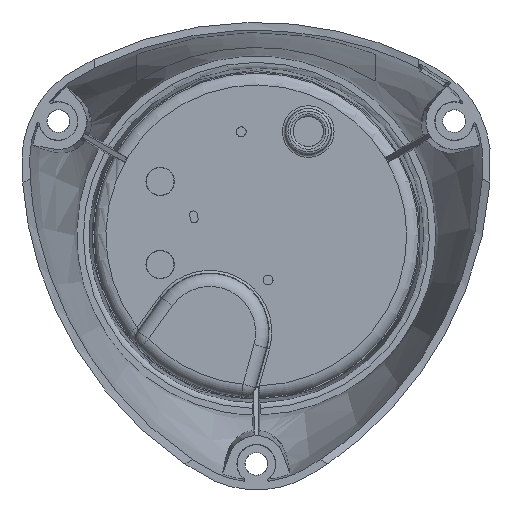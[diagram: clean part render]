
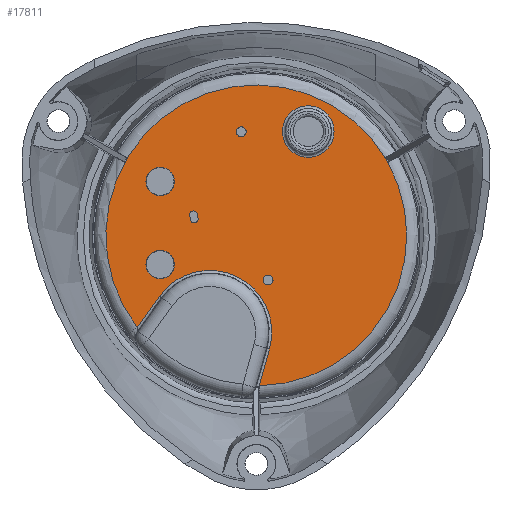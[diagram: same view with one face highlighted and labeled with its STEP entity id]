
A CAD part, front view. The second image highlights one B-rep face of the part: STEP entity #17811.
In plain terms, the highlighted planar face has unit normal (0, -1, 0).
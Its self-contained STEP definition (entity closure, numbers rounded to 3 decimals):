
#79 = VERTEX_POINT ( 'NONE', #15881 ) ;
#163 = DIRECTION ( 'NONE',  ( 0., 0., -1. ) ) ;
#1446 = VERTEX_POINT ( 'NONE', #22005 ) ;
#1525 = DIRECTION ( 'NONE',  ( 0.269, 0., 0.963 ) ) ;
#1616 = CIRCLE ( 'NONE', #22072, 0.95 ) ;
#1687 = EDGE_CURVE ( 'NONE', #32180, #32180, #10636, .T. ) ;
#1881 = CARTESIAN_POINT ( 'NONE',  ( -18.5, 20., -5.62 ) ) ;
#1898 = AXIS2_PLACEMENT_3D ( 'NONE', #36883, #19627, #2291 ) ;
#2051 = FACE_OUTER_BOUND ( 'NONE', #2661, .T. ) ;
#2181 = CARTESIAN_POINT ( 'NONE',  ( -12.688, 20., 3.017 ) ) ;
#2186 = EDGE_CURVE ( 'NONE', #1446, #1446, #10109, .T. ) ;
#2291 = DIRECTION ( 'NONE',  ( 0., 0., 1. ) ) ;
#2436 = CIRCLE ( 'NONE', #27952, 11.931 ) ;
#2661 = EDGE_LOOP ( 'NONE', ( #27693, #23257, #7153, #5251 ) ) ;
#3236 = VECTOR ( 'NONE', #1525, 1000. ) ;
#3300 = CARTESIAN_POINT ( 'NONE',  ( -2.91, 20., 19.94 ) ) ;
#3577 = DIRECTION ( 'NONE',  ( 0.179, 0., -0.984 ) ) ;
#3696 = DIRECTION ( 'NONE',  ( -0.179, 0., 0.984 ) ) ;
#4551 = CARTESIAN_POINT ( 'NONE',  ( -11.357, 20., 4.081 ) ) ;
#4564 = VERTEX_POINT ( 'NONE', #27656 ) ;
#4676 = CARTESIAN_POINT ( 'NONE',  ( -18.5, 20., -2.87 ) ) ;
#4863 = EDGE_CURVE ( 'NONE', #14387, #36833, #37509, .T. ) ;
#4884 = LINE ( 'NONE', #35113, #12510 ) ;
#5251 = ORIENTED_EDGE ( 'NONE', *, *, #32586, .F. ) ;
#5507 = DIRECTION ( 'NONE',  ( 0., -1., 0. ) ) ;
#6205 = DIRECTION ( 'NONE',  ( 0., 0., -1. ) ) ;
#6384 = EDGE_CURVE ( 'NONE', #13725, #33057, #35484, .T. ) ;
#6710 = CARTESIAN_POINT ( 'NONE',  ( -11.357, 20., 4.081 ) ) ;
#6902 = CARTESIAN_POINT ( 'NONE',  ( -12.094, 20., 3.947 ) ) ;
#7153 = ORIENTED_EDGE ( 'NONE', *, *, #27499, .F. ) ;
#7163 = CIRCLE ( 'NONE', #1898, 2.75 ) ;
#7240 = EDGE_CURVE ( 'NONE', #79, #14387, #15098, .T. ) ;
#7446 = VECTOR ( 'NONE', #3696, 1000. ) ;
#8308 = EDGE_LOOP ( 'NONE', ( #25090 ) ) ;
#8412 = CARTESIAN_POINT ( 'NONE',  ( -18.648, 20., -11.709 ) ) ;
#8618 = ORIENTED_EDGE ( 'NONE', *, *, #15921, .F. ) ;
#8643 = ORIENTED_EDGE ( 'NONE', *, *, #34357, .F. ) ;
#9698 = FACE_BOUND ( 'NONE', #34893, .T. ) ;
#9794 = DIRECTION ( 'NONE',  ( 0., 0., -1. ) ) ;
#10109 = CIRCLE ( 'NONE', #16326, 0.95 ) ;
#10636 = CIRCLE ( 'NONE', #33432, 2.75 ) ;
#10637 = FACE_BOUND ( 'NONE', #25403, .T. ) ;
#11099 = CIRCLE ( 'NONE', #13303, 4.965 ) ;
#11557 = CARTESIAN_POINT ( 'NONE',  ( -8.95, 20., -18.659 ) ) ;
#12101 = VERTEX_POINT ( 'NONE', #8412 ) ;
#12277 = EDGE_CURVE ( 'NONE', #33057, #4564, #25402, .T. ) ;
#12510 = VECTOR ( 'NONE', #3577, 1000. ) ;
#13018 = EDGE_LOOP ( 'NONE', ( #8618 ) ) ;
#13088 = ORIENTED_EDGE ( 'NONE', *, *, #7240, .F. ) ;
#13202 = CARTESIAN_POINT ( 'NONE',  ( 0., 20., 0. ) ) ;
#13212 = VERTEX_POINT ( 'NONE', #30806 ) ;
#13303 = AXIS2_PLACEMENT_3D ( 'NONE', #22825, #5507, #25731 ) ;
#13513 = ORIENTED_EDGE ( 'NONE', *, *, #4863, .F. ) ;
#13725 = VERTEX_POINT ( 'NONE', #27303 ) ;
#13829 = EDGE_CURVE ( 'NONE', #13212, #13212, #7163, .T. ) ;
#14387 = VERTEX_POINT ( 'NONE', #4551 ) ;
#14477 = DIRECTION ( 'NONE',  ( 0., 0., 1. ) ) ;
#14636 = VERTEX_POINT ( 'NONE', #28261 ) ;
#15098 = LINE ( 'NONE', #6710, #7446 ) ;
#15569 = CARTESIAN_POINT ( 'NONE',  ( 2.27, 20., -8.594 ) ) ;
#15881 = CARTESIAN_POINT ( 'NONE',  ( -11.212, 20., 3.284 ) ) ;
#15921 = EDGE_CURVE ( 'NONE', #35312, #35312, #1616, .T. ) ;
#16122 = DIRECTION ( 'NONE',  ( 0., 0., 1. ) ) ;
#16326 = AXIS2_PLACEMENT_3D ( 'NONE', #15569, #35745, #18468 ) ;
#16374 = CARTESIAN_POINT ( 'NONE',  ( 0.557, 20., -28.964 ) ) ;
#16508 = AXIS2_PLACEMENT_3D ( 'NONE', #17182, #37359, #20087 ) ;
#16650 = VERTEX_POINT ( 'NONE', #2181 ) ;
#17182 = CARTESIAN_POINT ( 'NONE',  ( 0., 20., 0. ) ) ;
#17408 = FACE_BOUND ( 'NONE', #8308, .T. ) ;
#17498 = ORIENTED_EDGE ( 'NONE', *, *, #13829, .F. ) ;
#17528 = DIRECTION ( 'NONE',  ( 0., -1., 0. ) ) ;
#17811 = ADVANCED_FACE ( 'NONE', ( #10637, #33670, #32745, #25099, #17408, #9698, #2051 ), #18913, .F. ) ;
#18292 = AXIS2_PLACEMENT_3D ( 'NONE', #13202, #33407, #16122 ) ;
#18328 = EDGE_LOOP ( 'NONE', ( #20545 ) ) ;
#18468 = DIRECTION ( 'NONE',  ( 0., 0., -1. ) ) ;
#18869 = CARTESIAN_POINT ( 'NONE',  ( 2.54, 20., -21.872 ) ) ;
#18913 = PLANE ( 'NONE',  #18292 ) ;
#19627 = DIRECTION ( 'NONE',  ( 0., -1., 0. ) ) ;
#20006 = LINE ( 'NONE', #33264, #34429 ) ;
#20087 = DIRECTION ( 'NONE',  ( 0., 0., 1. ) ) ;
#20545 = ORIENTED_EDGE ( 'NONE', *, *, #2186, .F. ) ;
#20767 = AXIS2_PLACEMENT_3D ( 'NONE', #34798, #17528, #163 ) ;
#22001 = DIRECTION ( 'NONE',  ( 0., 0., 1. ) ) ;
#22005 = CARTESIAN_POINT ( 'NONE',  ( 2.27, 20., -9.544 ) ) ;
#22072 = AXIS2_PLACEMENT_3D ( 'NONE', #3300, #23495, #6205 ) ;
#22676 = EDGE_LOOP ( 'NONE', ( #8643, #13513, #13088, #25486 ) ) ;
#22825 = CARTESIAN_POINT ( 'NONE',  ( 10., 20., 20. ) ) ;
#23257 = ORIENTED_EDGE ( 'NONE', *, *, #6384, .F. ) ;
#23495 = DIRECTION ( 'NONE',  ( 0., -1., 0. ) ) ;
#25090 = ORIENTED_EDGE ( 'NONE', *, *, #36260, .F. ) ;
#25099 = FACE_BOUND ( 'NONE', #13018, .T. ) ;
#25402 = LINE ( 'NONE', #18869, #3236 ) ;
#25403 = EDGE_LOOP ( 'NONE', ( #30750 ) ) ;
#25486 = ORIENTED_EDGE ( 'NONE', *, *, #34962, .F. ) ;
#25731 = DIRECTION ( 'NONE',  ( 0., 0., 1. ) ) ;
#27111 = DIRECTION ( 'NONE',  ( 0., -1., 0. ) ) ;
#27303 = CARTESIAN_POINT ( 'NONE',  ( -22.937, 20., -17.694 ) ) ;
#27499 = EDGE_CURVE ( 'NONE', #12101, #13725, #20006, .T. ) ;
#27656 = CARTESIAN_POINT ( 'NONE',  ( 2.54, 20., -21.872 ) ) ;
#27693 = ORIENTED_EDGE ( 'NONE', *, *, #12277, .F. ) ;
#27952 = AXIS2_PLACEMENT_3D ( 'NONE', #11557, #31757, #14477 ) ;
#28261 = CARTESIAN_POINT ( 'NONE',  ( 10., 20., 24.965 ) ) ;
#30474 = AXIS2_PLACEMENT_3D ( 'NONE', #6902, #27111, #9794 ) ;
#30750 = ORIENTED_EDGE ( 'NONE', *, *, #1687, .F. ) ;
#30806 = CARTESIAN_POINT ( 'NONE',  ( -18.5, 20., 13.13 ) ) ;
#30920 = DIRECTION ( 'NONE',  ( 0., -1., 0. ) ) ;
#31757 = DIRECTION ( 'NONE',  ( 0., -1., 0. ) ) ;
#32180 = VERTEX_POINT ( 'NONE', #4676 ) ;
#32586 = EDGE_CURVE ( 'NONE', #4564, #12101, #2436, .T. ) ;
#32745 = FACE_BOUND ( 'NONE', #18328, .T. ) ;
#33057 = VERTEX_POINT ( 'NONE', #16374 ) ;
#33264 = CARTESIAN_POINT ( 'NONE',  ( -18.648, 20., -11.709 ) ) ;
#33407 = DIRECTION ( 'NONE',  ( 0., 1., 0. ) ) ;
#33432 = AXIS2_PLACEMENT_3D ( 'NONE', #1881, #30920, #22001 ) ;
#33670 = FACE_BOUND ( 'NONE', #22676, .T. ) ;
#33703 = CARTESIAN_POINT ( 'NONE',  ( -2.91, 20., 18.99 ) ) ;
#34357 = EDGE_CURVE ( 'NONE', #36833, #16650, #4884, .T. ) ;
#34429 = VECTOR ( 'NONE', #36034, 1000. ) ;
#34798 = CARTESIAN_POINT ( 'NONE',  ( -11.95, 20., 3.15 ) ) ;
#34893 = EDGE_LOOP ( 'NONE', ( #17498 ) ) ;
#34962 = EDGE_CURVE ( 'NONE', #16650, #79, #37347, .T. ) ;
#35113 = CARTESIAN_POINT ( 'NONE',  ( -12.832, 20., 3.813 ) ) ;
#35312 = VERTEX_POINT ( 'NONE', #33703 ) ;
#35449 = CARTESIAN_POINT ( 'NONE',  ( -12.832, 20., 3.813 ) ) ;
#35484 = CIRCLE ( 'NONE', #16508, 28.969 ) ;
#35745 = DIRECTION ( 'NONE',  ( 0., -1., 0. ) ) ;
#36034 = DIRECTION ( 'NONE',  ( -0.582, 0., -0.813 ) ) ;
#36260 = EDGE_CURVE ( 'NONE', #14636, #14636, #11099, .T. ) ;
#36833 = VERTEX_POINT ( 'NONE', #35449 ) ;
#36883 = CARTESIAN_POINT ( 'NONE',  ( -18.5, 20., 10.38 ) ) ;
#37347 = CIRCLE ( 'NONE', #20767, 0.75 ) ;
#37359 = DIRECTION ( 'NONE',  ( 0., 1., 0. ) ) ;
#37509 = CIRCLE ( 'NONE', #30474, 0.75 ) ;
